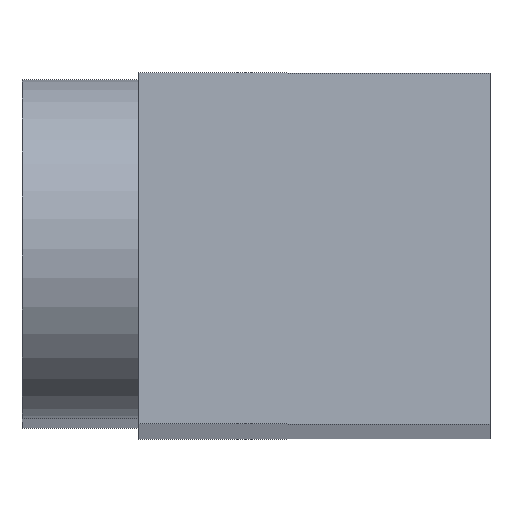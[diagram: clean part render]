
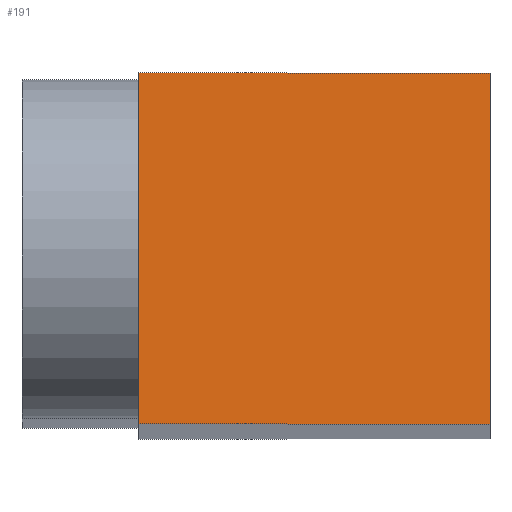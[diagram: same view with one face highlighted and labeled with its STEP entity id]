
A CAD part, top view. The second image highlights one B-rep face of the part: STEP entity #191.
In plain terms, the highlighted planar face has unit normal (0.707, 0, 0.707).
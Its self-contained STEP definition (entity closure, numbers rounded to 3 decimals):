
#31=FACE_OUTER_BOUND('',#42,.T.);
#42=EDGE_LOOP('',(#161,#162,#163,#164));
#54=LINE('',#304,#74);
#60=LINE('',#317,#80);
#63=LINE('',#322,#83);
#64=LINE('',#324,#84);
#74=VECTOR('',#251,10.);
#80=VECTOR('',#261,10.);
#83=VECTOR('',#268,10.);
#84=VECTOR('',#271,10.);
#94=VERTEX_POINT('',#301);
#95=VERTEX_POINT('',#303);
#98=VERTEX_POINT('',#311);
#100=VERTEX_POINT('',#315);
#114=EDGE_CURVE('',#95,#94,#54,.T.);
#120=EDGE_CURVE('',#98,#100,#60,.T.);
#123=EDGE_CURVE('',#100,#95,#63,.T.);
#124=EDGE_CURVE('',#94,#98,#64,.T.);
#161=ORIENTED_EDGE('',*,*,#114,.T.);
#162=ORIENTED_EDGE('',*,*,#124,.T.);
#163=ORIENTED_EDGE('',*,*,#120,.T.);
#164=ORIENTED_EDGE('',*,*,#123,.T.);
#180=PLANE('',#220);
#191=ADVANCED_FACE('',(#31),#180,.T.);
#220=AXIS2_PLACEMENT_3D('',#323,#269,#270);
#251=DIRECTION('',(-0.707,0.,0.707));
#261=DIRECTION('',(0.707,0.,-0.707));
#268=DIRECTION('',(0.,1.,0.));
#269=DIRECTION('center_axis',(0.707,0.,0.707));
#270=DIRECTION('ref_axis',(0.707,0.,-0.707));
#271=DIRECTION('',(0.,-1.,0.));
#301=CARTESIAN_POINT('',(0.,3.,76.));
#303=CARTESIAN_POINT('',(3.,3.,73.));
#304=CARTESIAN_POINT('',(20.5,3.,55.5));
#311=CARTESIAN_POINT('',(0.,0.,76.));
#315=CARTESIAN_POINT('',(3.,0.,73.));
#317=CARTESIAN_POINT('',(19.75,0.,56.25));
#322=CARTESIAN_POINT('',(3.,0.75,73.));
#323=CARTESIAN_POINT('Origin',(1.5,0.75,74.5));
#324=CARTESIAN_POINT('',(0.,3.,76.));
